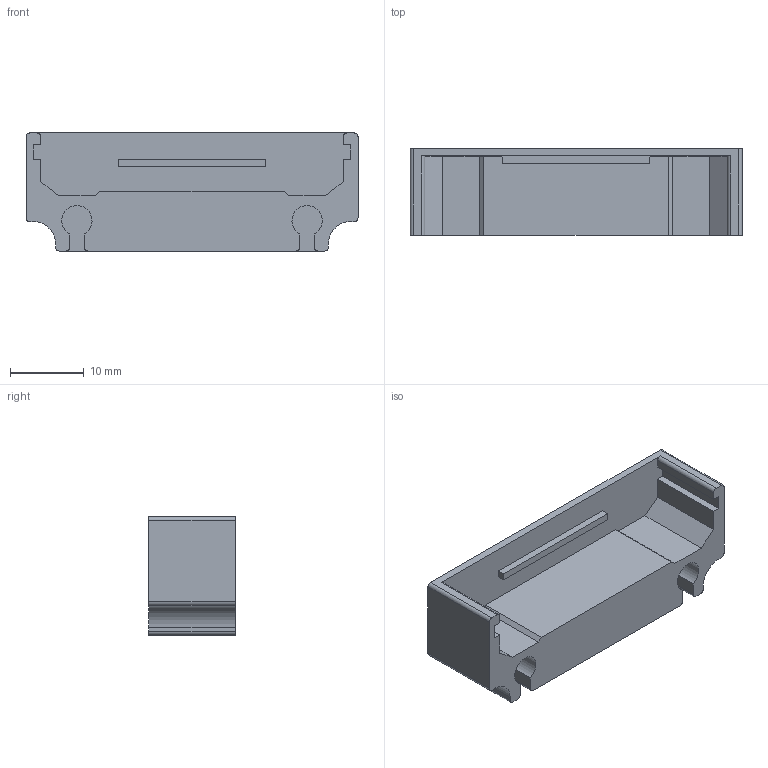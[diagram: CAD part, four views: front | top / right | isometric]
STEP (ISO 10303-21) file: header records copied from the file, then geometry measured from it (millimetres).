
FILE_DESCRIPTION(('STEP AP214'),'1');
FILE_NAME('M-45 ECL.stp','2018-12-18T11:29:24',(' '),(' '),'Spatial InterOp 3D',' ',' ');
FILE_SCHEMA(('automotive_design'));
Length unit declared in the file: metre
Products named in the file (1): 1
Bounding box: 45 x 11.75 x 16 mm (x, y, z)
Volume: 4089.8 mm3; surface area: 3309.5 mm2
Topology: 1 solids, 1 shells, 60 faces, 168 edges, 112 vertices
Faces by surface type: plane 44, cylinder 16
Entity records: 2421 total; most frequent: CARTESIAN_POINT 341, ORIENTED_EDGE 336, DIRECTION 322, EDGE_CURVE 168, LINE 136, VECTOR 136, VERTEX_POINT 112, AXIS2_PLACEMENT_3D 93
